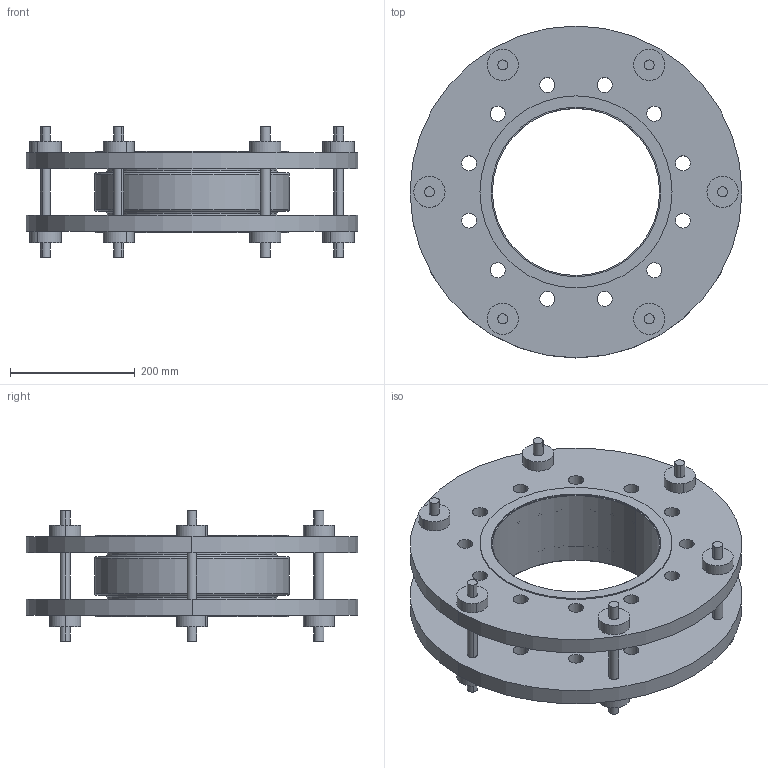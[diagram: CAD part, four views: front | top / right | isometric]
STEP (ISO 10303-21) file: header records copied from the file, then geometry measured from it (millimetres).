
FILE_DESCRIPTION (( 'STEP AP214' ), '1' );
FILE_NAME ('EPSILON-C_DN250_PN16_K-0002081.STEP', '2021-10-18T07:24:44', ( 'axxx' ), ( 'Hewlett-Packard Company' ), 'SwSTEP 2.0', 'SolidWorks 2019', '' );
FILE_SCHEMA (( 'AUTOMOTIVE_DESIGN' ));
Length unit declared in the file: millimetre
Products named in the file (1): EPSILON-C_DN250_PN16_K-0002081
Bounding box: 532 x 532 x 210 mm (x, y, z)
Volume: 10242475.6 mm3; surface area: 1123679.9 mm2
Topology: 3 solids, 3 shells, 644 faces, 1696 edges, 1128 vertices
Faces by surface type: plane 257, bspline 220, cylinder 159, torus 8
Entity records: 32053 total; most frequent: CARTESIAN_POINT 17272, ORIENTED_EDGE 3392, DIRECTION 2396, EDGE_CURVE 1696, VERTEX_POINT 1128, LINE 824, VECTOR 824, AXIS2_PLACEMENT_3D 786
